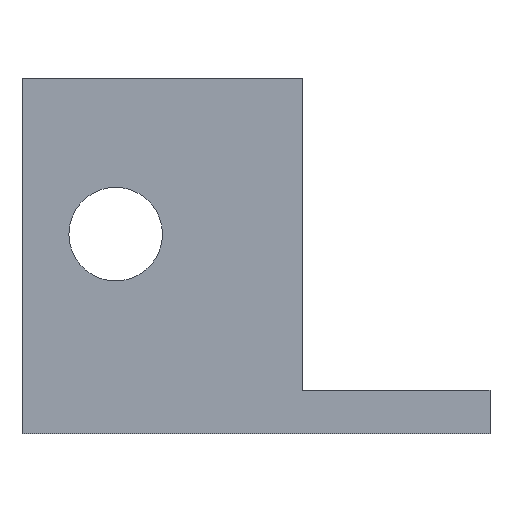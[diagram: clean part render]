
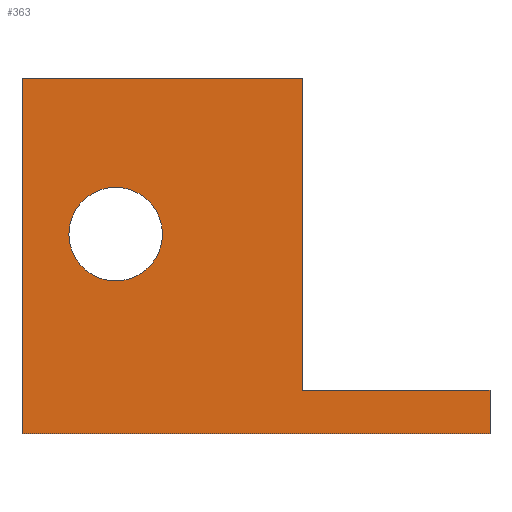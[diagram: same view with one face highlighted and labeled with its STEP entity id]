
A CAD part, front view. The second image highlights one B-rep face of the part: STEP entity #363.
In plain terms, the highlighted planar face has unit normal (0, -1, 0).
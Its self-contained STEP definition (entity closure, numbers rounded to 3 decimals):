
#26=CIRCLE('',#397,1.5);
#54=ORIENTED_EDGE('',*,*,#147,.F.);
#55=ORIENTED_EDGE('',*,*,#145,.T.);
#56=ORIENTED_EDGE('',*,*,#148,.F.);
#57=ORIENTED_EDGE('',*,*,#149,.T.);
#58=ORIENTED_EDGE('',*,*,#150,.T.);
#59=ORIENTED_EDGE('',*,*,#151,.F.);
#60=ORIENTED_EDGE('',*,*,#152,.T.);
#145=EDGE_CURVE('',#191,#190,#226,.T.);
#147=EDGE_CURVE('',#192,#192,#26,.T.);
#148=EDGE_CURVE('',#193,#190,#228,.T.);
#149=EDGE_CURVE('',#193,#194,#229,.T.);
#150=EDGE_CURVE('',#194,#195,#230,.T.);
#151=EDGE_CURVE('',#196,#195,#231,.T.);
#152=EDGE_CURVE('',#196,#191,#232,.T.);
#190=VERTEX_POINT('',#548);
#191=VERTEX_POINT('',#550);
#192=VERTEX_POINT('',#554);
#193=VERTEX_POINT('',#556);
#194=VERTEX_POINT('',#558);
#195=VERTEX_POINT('',#560);
#196=VERTEX_POINT('',#562);
#226=LINE('',#549,#264);
#228=LINE('',#555,#266);
#229=LINE('',#557,#267);
#230=LINE('',#559,#268);
#231=LINE('',#561,#269);
#232=LINE('',#563,#270);
#264=VECTOR('',#445,1000.);
#266=VECTOR('',#451,1000.);
#267=VECTOR('',#452,1000.);
#268=VECTOR('',#453,1000.);
#269=VECTOR('',#454,1000.);
#270=VECTOR('',#455,1000.);
#294=EDGE_LOOP('',(#54));
#295=EDGE_LOOP('',(#55,#56,#57,#58,#59,#60));
#322=FACE_BOUND('',#294,.T.);
#323=FACE_BOUND('',#295,.T.);
#349=PLANE('',#396);
#363=ADVANCED_FACE('',(#322,#323),#349,.T.);
#396=AXIS2_PLACEMENT_3D('',#552,#447,#448);
#397=AXIS2_PLACEMENT_3D('',#553,#449,#450);
#445=DIRECTION('',(0.,0.,-1.));
#447=DIRECTION('',(0.,-1.,0.));
#448=DIRECTION('',(1.,0.,0.));
#449=DIRECTION('',(0.,-1.,0.));
#450=DIRECTION('',(1.,0.,0.));
#451=DIRECTION('',(-1.,0.,0.));
#452=DIRECTION('',(0.,0.,1.));
#453=DIRECTION('',(-1.,0.,0.));
#454=DIRECTION('',(0.,0.,-1.));
#455=DIRECTION('',(-1.,0.,0.));
#548=CARTESIAN_POINT('',(-39.,0.,-1.4));
#549=CARTESIAN_POINT('',(-39.,0.,10.));
#550=CARTESIAN_POINT('',(-39.,0.,10.));
#552=CARTESIAN_POINT('',(0.,0.,10.));
#553=CARTESIAN_POINT('',(-35.998,0.,5.));
#554=CARTESIAN_POINT('',(-34.498,0.,5.));
#555=CARTESIAN_POINT('',(0.,0.,-1.4));
#556=CARTESIAN_POINT('',(-24.,0.,-1.4));
#557=CARTESIAN_POINT('',(-24.,0.,-1.4));
#558=CARTESIAN_POINT('',(-24.,0.,0.));
#559=CARTESIAN_POINT('',(0.,0.,0.));
#560=CARTESIAN_POINT('',(-30.,0.,0.));
#561=CARTESIAN_POINT('',(-30.,0.,10.));
#562=CARTESIAN_POINT('',(-30.,0.,10.));
#563=CARTESIAN_POINT('',(0.,0.,10.));
